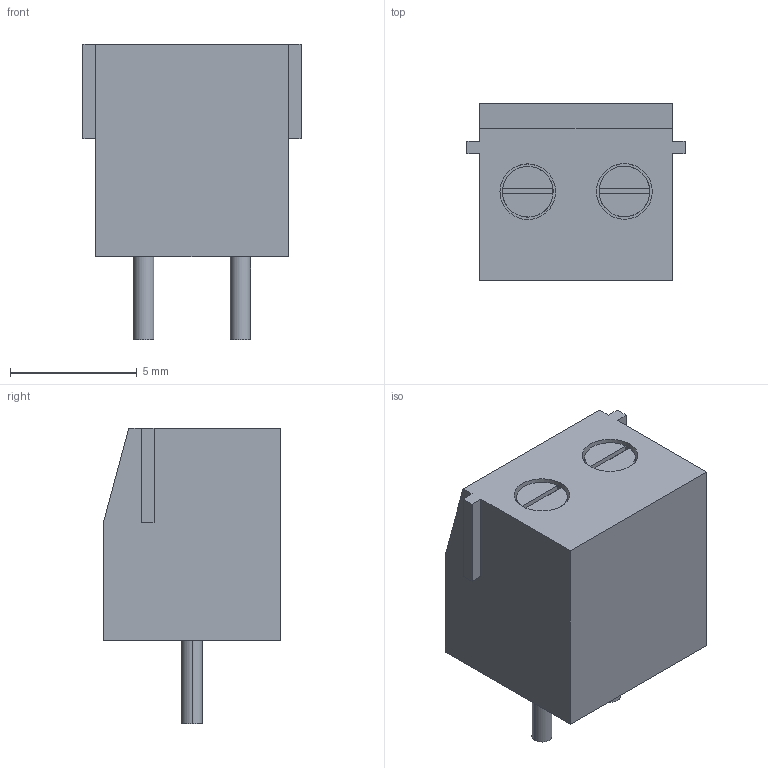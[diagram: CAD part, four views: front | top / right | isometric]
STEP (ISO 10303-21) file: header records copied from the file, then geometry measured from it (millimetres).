
FILE_DESCRIPTION (( 'STEP AP214' ), '1' );
FILE_NAME ('User Library-KLS2-340-3.81-1.STEP', '2017-06-28T05:19:19', ( 'Windows User' ), ( '' ), 'SwSTEP 2.0', 'SolidWorks 2017', '' );
FILE_SCHEMA (( 'AUTOMOTIVE_DESIGN' ));
Length unit declared in the file: millimetre
Products named in the file (1): User Library-KLS2-340-3.81-1
Bounding box: 8.62 x 7 x 11.67 mm (x, y, z)
Volume: 379.4 mm3; surface area: 520.9 mm2
Topology: 1 solids, 1 shells, 83 faces, 205 edges, 130 vertices
Faces by surface type: plane 67, cylinder 16
Entity records: 2983 total; most frequent: CARTESIAN_POINT 431, ORIENTED_EDGE 410, DIRECTION 407, EDGE_CURVE 205, LINE 163, VECTOR 163, VERTEX_POINT 130, AXIS2_PLACEMENT_3D 122
